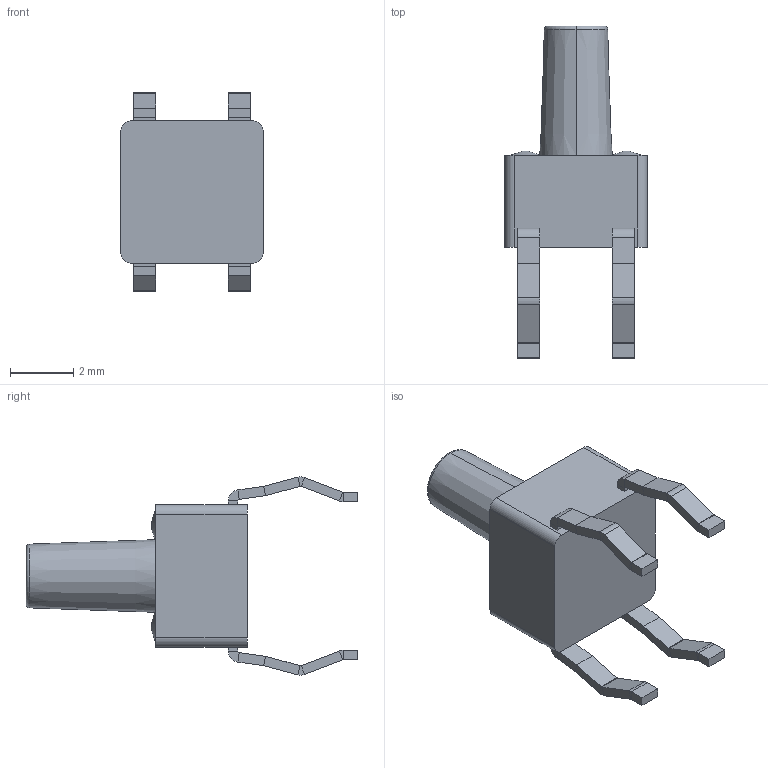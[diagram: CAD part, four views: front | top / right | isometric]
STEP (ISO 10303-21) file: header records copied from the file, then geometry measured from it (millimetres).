
FILE_DESCRIPTION (( 'STEP AP214' ), '1' );
FILE_NAME ('KEY 4.5 DIP H7.STEP', '2022-11-29T02:45:36', ( '' ), ( '' ), 'SwSTEP 2.0', 'SolidWorks 2022', '' );
FILE_SCHEMA (( 'AUTOMOTIVE_DESIGN' ));
Length unit declared in the file: millimetre
Products named in the file (1): KEY 4.5 DIP H7
Bounding box: 4.5 x 10.5 x 6.28 mm (x, y, z)
Volume: 77.3 mm3; surface area: 152.4 mm2
Topology: 1 solids, 1 shells, 159 faces, 330 edges, 182 vertices
Faces by surface type: plane 115, cylinder 36, bspline 4, torus 2, cone 2
Entity records: 6168 total; most frequent: CARTESIAN_POINT 1316, DIRECTION 706, ORIENTED_EDGE 660, EDGE_CURVE 330, LINE 250, VECTOR 250, AXIS2_PLACEMENT_3D 228, VERTEX_POINT 182
